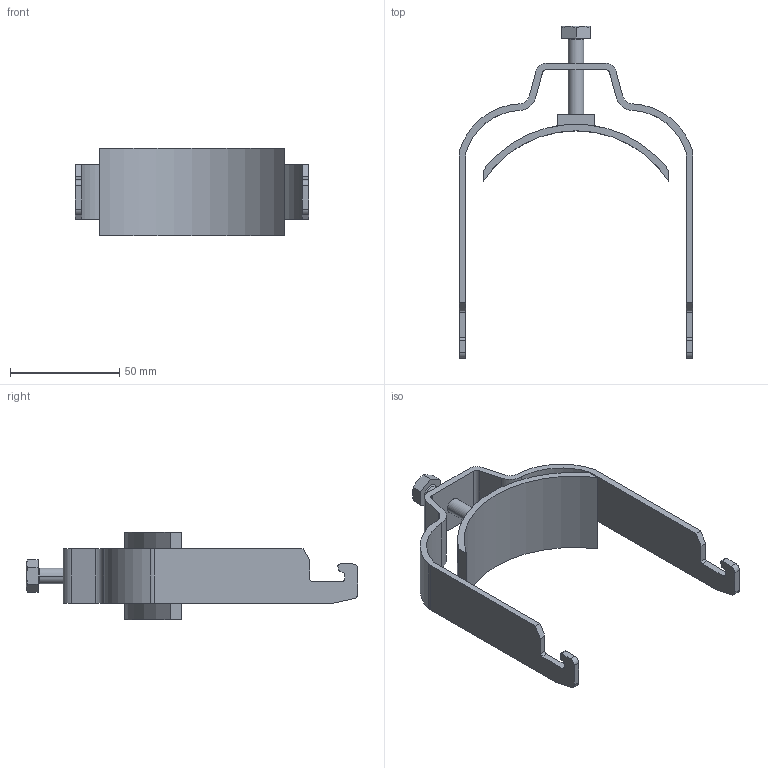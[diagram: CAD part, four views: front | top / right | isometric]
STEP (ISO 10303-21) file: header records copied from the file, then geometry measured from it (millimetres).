
FILE_DESCRIPTION((''),'2;1');
FILE_NAME('1175998_ASM','2013-06-06T',('AndreasKeweloh'),(''),'PRO/ENGINEER BY PARAMETRIC TECHNOLOGY CORPORATION, 2012360','PRO/ENGINEER BY PARAMETRIC TECHNOLOGY CORPORATION, 2012360','');
FILE_SCHEMA(('CONFIG_CONTROL_DESIGN'));
Length unit declared in the file: millimetre
Products named in the file (4): 1175998SCHELLENKP; 1175998SCHRAUBE_M8; 1175998KST-DRUCKW; 1175998_ASM
Assembly tree (3 placements, depth 2):
  1175998_ASM
    1175998SCHELLENKP
    1175998SCHRAUBE_M8
    1175998KST-DRUCKW
Bounding box: 107 x 152 x 40 mm (x, y, z)
Volume: 38940.5 mm3; surface area: 28507.6 mm2
Topology: 3 solids, 3 shells, 94 faces, 248 edges, 164 vertices
Faces by surface type: plane 50, cylinder 40, cone 2, torus 2
Entity records: 3082 total; most frequent: CARTESIAN_POINT 567, DIRECTION 532, ORIENTED_EDGE 496, EDGE_CURVE 248, AXIS2_PLACEMENT_3D 189, VERTEX_POINT 164, VECTOR 154, LINE 154
